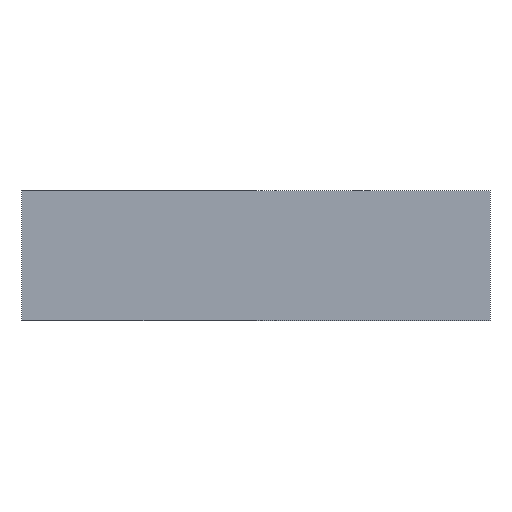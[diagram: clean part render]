
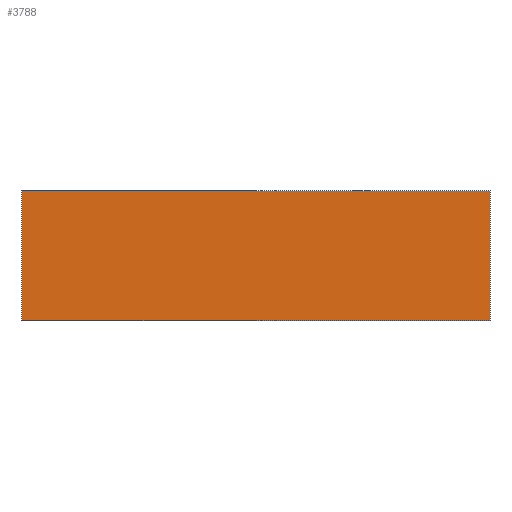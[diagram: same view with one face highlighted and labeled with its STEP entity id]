
A CAD part, front view. The second image highlights one B-rep face of the part: STEP entity #3788.
In plain terms, the highlighted planar face has unit normal (0, -1, 0).
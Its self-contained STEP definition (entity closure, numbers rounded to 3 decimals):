
#1091 = PLANE('',#1092);
#1092 = AXIS2_PLACEMENT_3D('',#1093,#1094,#1095);
#1093 = CARTESIAN_POINT('',(0.,0.,-40.));
#1094 = DIRECTION('',(0.,0.,1.));
#1095 = DIRECTION('',(1.,0.,0.));
#2771 = EDGE_CURVE('',#2772,#2774,#2776,.T.);
#2772 = VERTEX_POINT('',#2773);
#2773 = CARTESIAN_POINT('',(-90.,-110.,-40.));
#2774 = VERTEX_POINT('',#2775);
#2775 = CARTESIAN_POINT('',(90.,-110.,-40.));
#2776 = SURFACE_CURVE('',#2777,(#2781,#2788),.PCURVE_S1.);
#2777 = LINE('',#2778,#2779);
#2778 = CARTESIAN_POINT('',(-90.,-110.,-40.));
#2779 = VECTOR('',#2780,1.);
#2780 = DIRECTION('',(1.,0.,0.));
#2781 = PCURVE('',#1091,#2782);
#2782 = DEFINITIONAL_REPRESENTATION('',(#2783),#2787);
#2783 = LINE('',#2784,#2785);
#2784 = CARTESIAN_POINT('',(-90.,-110.));
#2785 = VECTOR('',#2786,1.);
#2786 = DIRECTION('',(1.,0.));
#2787 = ( GEOMETRIC_REPRESENTATION_CONTEXT(2) 
PARAMETRIC_REPRESENTATION_CONTEXT() REPRESENTATION_CONTEXT('2D SPACE',''
  ) );
#2788 = PCURVE('',#2789,#2794);
#2789 = PLANE('',#2790);
#2790 = AXIS2_PLACEMENT_3D('',#2791,#2792,#2793);
#2791 = CARTESIAN_POINT('',(-90.,-110.,10.));
#2792 = DIRECTION('',(0.,-1.,0.));
#2793 = DIRECTION('',(1.,0.,0.));
#2794 = DEFINITIONAL_REPRESENTATION('',(#2795),#2799);
#2795 = LINE('',#2796,#2797);
#2796 = CARTESIAN_POINT('',(0.,-50.));
#2797 = VECTOR('',#2798,1.);
#2798 = DIRECTION('',(1.,0.));
#2799 = ( GEOMETRIC_REPRESENTATION_CONTEXT(2) 
PARAMETRIC_REPRESENTATION_CONTEXT() REPRESENTATION_CONTEXT('2D SPACE',''
  ) );
#2817 = PLANE('',#2818);
#2818 = AXIS2_PLACEMENT_3D('',#2819,#2820,#2821);
#2819 = CARTESIAN_POINT('',(90.,-110.,10.));
#2820 = DIRECTION('',(1.,0.,0.));
#2821 = DIRECTION('',(0.,1.,0.));
#2871 = PLANE('',#2872);
#2872 = AXIS2_PLACEMENT_3D('',#2873,#2874,#2875);
#2873 = CARTESIAN_POINT('',(-90.,110.,10.));
#2874 = DIRECTION('',(-1.,0.,0.));
#2875 = DIRECTION('',(0.,-1.,0.));
#2949 = PLANE('',#2950);
#2950 = AXIS2_PLACEMENT_3D('',#2951,#2952,#2953);
#2951 = CARTESIAN_POINT('',(0.,0.,10.));
#2952 = DIRECTION('',(0.,0.,1.));
#2953 = DIRECTION('',(1.,0.,0.));
#3788 = ADVANCED_FACE('',(#3789),#2789,.T.);
#3789 = FACE_BOUND('',#3790,.T.);
#3790 = EDGE_LOOP('',(#3791,#3814,#3815,#3838));
#3791 = ORIENTED_EDGE('',*,*,#3792,.T.);
#3792 = EDGE_CURVE('',#3793,#2772,#3795,.T.);
#3793 = VERTEX_POINT('',#3794);
#3794 = CARTESIAN_POINT('',(-90.,-110.,10.));
#3795 = SURFACE_CURVE('',#3796,(#3800,#3807),.PCURVE_S1.);
#3796 = LINE('',#3797,#3798);
#3797 = CARTESIAN_POINT('',(-90.,-110.,10.));
#3798 = VECTOR('',#3799,1.);
#3799 = DIRECTION('',(-0.,-0.,-1.));
#3800 = PCURVE('',#2789,#3801);
#3801 = DEFINITIONAL_REPRESENTATION('',(#3802),#3806);
#3802 = LINE('',#3803,#3804);
#3803 = CARTESIAN_POINT('',(0.,0.));
#3804 = VECTOR('',#3805,1.);
#3805 = DIRECTION('',(0.,-1.));
#3806 = ( GEOMETRIC_REPRESENTATION_CONTEXT(2) 
PARAMETRIC_REPRESENTATION_CONTEXT() REPRESENTATION_CONTEXT('2D SPACE',''
  ) );
#3807 = PCURVE('',#2871,#3808);
#3808 = DEFINITIONAL_REPRESENTATION('',(#3809),#3813);
#3809 = LINE('',#3810,#3811);
#3810 = CARTESIAN_POINT('',(220.,0.));
#3811 = VECTOR('',#3812,1.);
#3812 = DIRECTION('',(0.,-1.));
#3813 = ( GEOMETRIC_REPRESENTATION_CONTEXT(2) 
PARAMETRIC_REPRESENTATION_CONTEXT() REPRESENTATION_CONTEXT('2D SPACE',''
  ) );
#3814 = ORIENTED_EDGE('',*,*,#2771,.T.);
#3815 = ORIENTED_EDGE('',*,*,#3816,.F.);
#3816 = EDGE_CURVE('',#3817,#2774,#3819,.T.);
#3817 = VERTEX_POINT('',#3818);
#3818 = CARTESIAN_POINT('',(90.,-110.,10.));
#3819 = SURFACE_CURVE('',#3820,(#3824,#3831),.PCURVE_S1.);
#3820 = LINE('',#3821,#3822);
#3821 = CARTESIAN_POINT('',(90.,-110.,10.));
#3822 = VECTOR('',#3823,1.);
#3823 = DIRECTION('',(-0.,-0.,-1.));
#3824 = PCURVE('',#2789,#3825);
#3825 = DEFINITIONAL_REPRESENTATION('',(#3826),#3830);
#3826 = LINE('',#3827,#3828);
#3827 = CARTESIAN_POINT('',(180.,0.));
#3828 = VECTOR('',#3829,1.);
#3829 = DIRECTION('',(0.,-1.));
#3830 = ( GEOMETRIC_REPRESENTATION_CONTEXT(2) 
PARAMETRIC_REPRESENTATION_CONTEXT() REPRESENTATION_CONTEXT('2D SPACE',''
  ) );
#3831 = PCURVE('',#2817,#3832);
#3832 = DEFINITIONAL_REPRESENTATION('',(#3833),#3837);
#3833 = LINE('',#3834,#3835);
#3834 = CARTESIAN_POINT('',(0.,0.));
#3835 = VECTOR('',#3836,1.);
#3836 = DIRECTION('',(0.,-1.));
#3837 = ( GEOMETRIC_REPRESENTATION_CONTEXT(2) 
PARAMETRIC_REPRESENTATION_CONTEXT() REPRESENTATION_CONTEXT('2D SPACE',''
  ) );
#3838 = ORIENTED_EDGE('',*,*,#3839,.F.);
#3839 = EDGE_CURVE('',#3793,#3817,#3840,.T.);
#3840 = SURFACE_CURVE('',#3841,(#3845,#3852),.PCURVE_S1.);
#3841 = LINE('',#3842,#3843);
#3842 = CARTESIAN_POINT('',(-90.,-110.,10.));
#3843 = VECTOR('',#3844,1.);
#3844 = DIRECTION('',(1.,0.,0.));
#3845 = PCURVE('',#2789,#3846);
#3846 = DEFINITIONAL_REPRESENTATION('',(#3847),#3851);
#3847 = LINE('',#3848,#3849);
#3848 = CARTESIAN_POINT('',(0.,0.));
#3849 = VECTOR('',#3850,1.);
#3850 = DIRECTION('',(1.,0.));
#3851 = ( GEOMETRIC_REPRESENTATION_CONTEXT(2) 
PARAMETRIC_REPRESENTATION_CONTEXT() REPRESENTATION_CONTEXT('2D SPACE',''
  ) );
#3852 = PCURVE('',#2949,#3853);
#3853 = DEFINITIONAL_REPRESENTATION('',(#3854),#3858);
#3854 = LINE('',#3855,#3856);
#3855 = CARTESIAN_POINT('',(-90.,-110.));
#3856 = VECTOR('',#3857,1.);
#3857 = DIRECTION('',(1.,0.));
#3858 = ( GEOMETRIC_REPRESENTATION_CONTEXT(2) 
PARAMETRIC_REPRESENTATION_CONTEXT() REPRESENTATION_CONTEXT('2D SPACE',''
  ) );
